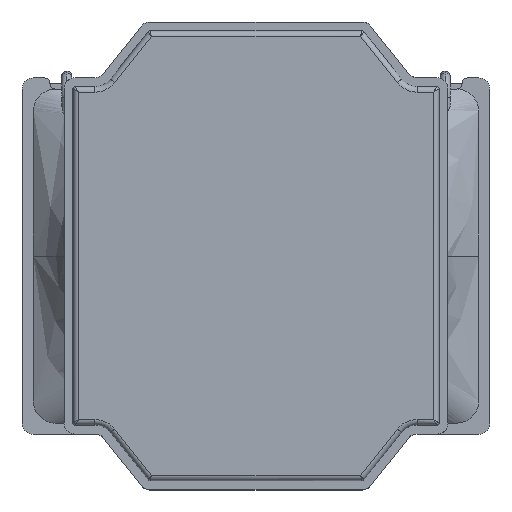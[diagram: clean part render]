
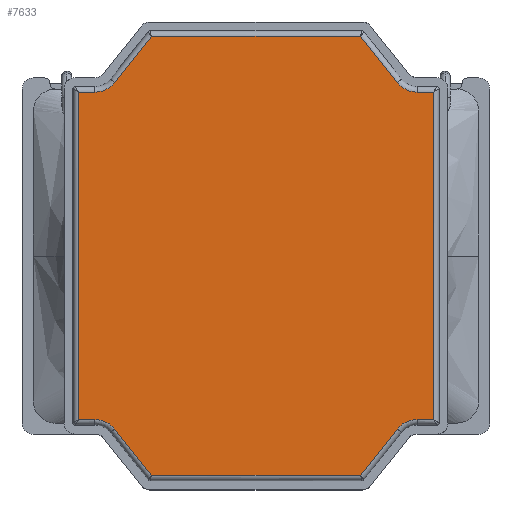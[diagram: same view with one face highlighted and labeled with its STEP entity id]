
A CAD part, top view. The second image highlights one B-rep face of the part: STEP entity #7633.
In plain terms, the highlighted planar face has unit normal (0, 0, 1).
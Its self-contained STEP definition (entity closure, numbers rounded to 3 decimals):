
#39 = VECTOR ( 'NONE', #79, 1000. ) ;
#79 = DIRECTION ( 'NONE',  ( 0.625, 0.781, 0. ) ) ;
#113 = ORIENTED_EDGE ( 'NONE', *, *, #1654, .T. ) ;
#289 = CARTESIAN_POINT ( 'NONE',  ( 1.268, 1.556, 1.8 ) ) ;
#739 = VERTEX_POINT ( 'NONE', #10828 ) ;
#892 = CARTESIAN_POINT ( 'NONE',  ( 1.594, 1.47, 1.8 ) ) ;
#962 = AXIS2_PLACEMENT_3D ( 'NONE', #3730, #6498, #2802 ) ;
#977 = DIRECTION ( 'NONE',  ( 0., 0., 1. ) ) ;
#1051 = ORIENTED_EDGE ( 'NONE', *, *, #3744, .T. ) ;
#1150 = VECTOR ( 'NONE', #6226, 1000. ) ;
#1336 = EDGE_CURVE ( 'NONE', #2150, #5007, #4281, .T. ) ;
#1443 = LINE ( 'NONE', #10926, #9688 ) ;
#1598 = ORIENTED_EDGE ( 'NONE', *, *, #10598, .T. ) ;
#1647 = CARTESIAN_POINT ( 'NONE',  ( 1.448, -1.47, 1.8 ) ) ;
#1654 = EDGE_CURVE ( 'NONE', #3226, #3587, #9986, .T. ) ;
#1666 = DIRECTION ( 'NONE',  ( 0., 1., 0. ) ) ;
#1723 = CARTESIAN_POINT ( 'NONE',  ( 1.594, -1.47, 1.8 ) ) ;
#1840 = ORIENTED_EDGE ( 'NONE', *, *, #2219, .T. ) ;
#1863 = CARTESIAN_POINT ( 'NONE',  ( 1.448, -1.47, 1.8 ) ) ;
#1873 = VERTEX_POINT ( 'NONE', #5248 ) ;
#2150 = VERTEX_POINT ( 'NONE', #5022 ) ;
#2155 = LINE ( 'NONE', #3949, #4740 ) ;
#2219 = EDGE_CURVE ( 'NONE', #2502, #2150, #7038, .T. ) ;
#2471 = EDGE_CURVE ( 'NONE', #2770, #7259, #7809, .T. ) ;
#2495 = AXIS2_PLACEMENT_3D ( 'NONE', #8902, #977, #4531 ) ;
#2502 = VERTEX_POINT ( 'NONE', #7326 ) ;
#2514 = LINE ( 'NONE', #1647, #9714 ) ;
#2587 = CARTESIAN_POINT ( 'NONE',  ( 1.448, 1.97, 1.8 ) ) ;
#2697 = EDGE_CURVE ( 'NONE', #1873, #11045, #11155, .T. ) ;
#2710 = VECTOR ( 'NONE', #1666, 1000. ) ;
#2770 = VERTEX_POINT ( 'NONE', #5465 ) ;
#2799 = VERTEX_POINT ( 'NONE', #6736 ) ;
#2802 = DIRECTION ( 'NONE',  ( 1., 0., 0. ) ) ;
#2984 = AXIS2_PLACEMENT_3D ( 'NONE', #4651, #9937, #10579 ) ;
#3014 = AXIS2_PLACEMENT_3D ( 'NONE', #9900, #7263, #9957 ) ;
#3013 = DIRECTION ( 'NONE',  ( -0.625, -0.781, 0. ) ) ;
#3042 = VECTOR ( 'NONE', #10914, 1000. ) ;
#3062 = CARTESIAN_POINT ( 'NONE',  ( -1.594, -1.47, 1.8 ) ) ;
#3077 = ORIENTED_EDGE ( 'NONE', *, *, #1336, .T. ) ;
#3120 = EDGE_CURVE ( 'NONE', #2799, #2502, #4331, .T. ) ;
#3143 = CARTESIAN_POINT ( 'NONE',  ( 1.448, -1.47, 1.8 ) ) ;
#3226 = VERTEX_POINT ( 'NONE', #8703 ) ;
#3374 = CARTESIAN_POINT ( 'NONE',  ( -1.268, -1.556, 1.8 ) ) ;
#3451 = DIRECTION ( 'NONE',  ( 1., 0., 0. ) ) ;
#3468 = CARTESIAN_POINT ( 'NONE',  ( 1.448, -1.97, 1.8 ) ) ;
#3563 = EDGE_LOOP ( 'NONE', ( #8730, #1598, #9115, #10599, #5037, #1051, #4499, #113, #11250, #10711, #1840, #3077, #5035, #7922, #9177, #6643 ) ) ;
#3587 = VERTEX_POINT ( 'NONE', #3374 ) ;
#3640 = DIRECTION ( 'NONE',  ( -1., 0., 0. ) ) ;
#3668 = LINE ( 'NONE', #8165, #7149 ) ;
#3730 = CARTESIAN_POINT ( 'NONE',  ( -1.448, 1.7, 1.8 ) ) ;
#3744 = EDGE_CURVE ( 'NONE', #739, #3871, #10793, .T. ) ;
#3871 = VERTEX_POINT ( 'NONE', #3062 ) ;
#3949 = CARTESIAN_POINT ( 'NONE',  ( 1.448, 1.47, 1.8 ) ) ;
#4180 = VERTEX_POINT ( 'NONE', #892 ) ;
#4281 = CIRCLE ( 'NONE', #2984, 0.23 ) ;
#4331 = LINE ( 'NONE', #3468, #1150 ) ;
#4342 = LINE ( 'NONE', #6883, #8596 ) ;
#4396 = CARTESIAN_POINT ( 'NONE',  ( 1.594, 1.7, 1.8 ) ) ;
#4499 = ORIENTED_EDGE ( 'NONE', *, *, #10242, .T. ) ;
#4531 = DIRECTION ( 'NONE',  ( 1., 0., 0. ) ) ;
#4651 = CARTESIAN_POINT ( 'NONE',  ( 1.448, -1.7, 1.8 ) ) ;
#4663 = CARTESIAN_POINT ( 'NONE',  ( -1.448, 1.47, 1.8 ) ) ;
#4719 = DIRECTION ( 'NONE',  ( -1., 0., 0. ) ) ;
#4740 = VECTOR ( 'NONE', #10934, 1000. ) ;
#4863 = VERTEX_POINT ( 'NONE', #5397 ) ;
#5007 = VERTEX_POINT ( 'NONE', #1863 ) ;
#5022 = CARTESIAN_POINT ( 'NONE',  ( 1.268, -1.556, 1.8 ) ) ;
#5035 = ORIENTED_EDGE ( 'NONE', *, *, #9819, .T. ) ;
#5037 = ORIENTED_EDGE ( 'NONE', *, *, #10044, .T. ) ;
#5101 = VECTOR ( 'NONE', #10060, 1000. ) ;
#5166 = CARTESIAN_POINT ( 'NONE',  ( -1.448, -1.7, 1.8 ) ) ;
#5248 = CARTESIAN_POINT ( 'NONE',  ( 1.448, 1.47, 1.8 ) ) ;
#5297 = EDGE_CURVE ( 'NONE', #4180, #1873, #2155, .T. ) ;
#5336 = DIRECTION ( 'NONE',  ( 1., 0., 0. ) ) ;
#5383 = PLANE ( 'NONE',  #2495 ) ;
#5397 = CARTESIAN_POINT ( 'NONE',  ( 0.938, 1.97, 1.8 ) ) ;
#5465 = CARTESIAN_POINT ( 'NONE',  ( -1.268, 1.556, 1.8 ) ) ;
#5557 = LINE ( 'NONE', #289, #5101 ) ;
#5596 = VERTEX_POINT ( 'NONE', #10075 ) ;
#5775 = EDGE_CURVE ( 'NONE', #11045, #4863, #5557, .T. ) ;
#5998 = LINE ( 'NONE', #4396, #2710 ) ;
#6226 = DIRECTION ( 'NONE',  ( 1., 0., 0. ) ) ;
#6498 = DIRECTION ( 'NONE',  ( 0., 0., -1. ) ) ;
#6643 = ORIENTED_EDGE ( 'NONE', *, *, #2697, .T. ) ;
#6683 = AXIS2_PLACEMENT_3D ( 'NONE', #5166, #10583, #5336 ) ;
#6736 = CARTESIAN_POINT ( 'NONE',  ( -0.938, -1.97, 1.8 ) ) ;
#6883 = CARTESIAN_POINT ( 'NONE',  ( -1.797, -0.896, 1.8 ) ) ;
#6998 = DIRECTION ( 'NONE',  ( 0.625, -0.781, 0. ) ) ;
#7038 = LINE ( 'NONE', #9734, #39 ) ;
#7149 = VECTOR ( 'NONE', #4719, 1000. ) ;
#7259 = VERTEX_POINT ( 'NONE', #4663 ) ;
#7263 = DIRECTION ( 'NONE',  ( 0., 0., -1. ) ) ;
#7326 = CARTESIAN_POINT ( 'NONE',  ( 0.938, -1.97, 1.8 ) ) ;
#7406 = CARTESIAN_POINT ( 'NONE',  ( -1.594, 1.7, 1.8 ) ) ;
#7633 = ADVANCED_FACE ( 'NONE', ( #8094 ), #5383, .T. ) ;
#7785 = EDGE_CURVE ( 'NONE', #5596, #2770, #1443, .T. ) ;
#7809 = CIRCLE ( 'NONE', #962, 0.23 ) ;
#7839 = VERTEX_POINT ( 'NONE', #1723 ) ;
#7899 = VECTOR ( 'NONE', #8332, 1000. ) ;
#7922 = ORIENTED_EDGE ( 'NONE', *, *, #10665, .T. ) ;
#8094 = FACE_OUTER_BOUND ( 'NONE', #3563, .T. ) ;
#8165 = CARTESIAN_POINT ( 'NONE',  ( 1.448, 1.47, 1.8 ) ) ;
#8332 = DIRECTION ( 'NONE',  ( 1., 0., 0. ) ) ;
#8388 = LINE ( 'NONE', #3143, #7899 ) ;
#8596 = VECTOR ( 'NONE', #6998, 1000. ) ;
#8703 = CARTESIAN_POINT ( 'NONE',  ( -1.448, -1.47, 1.8 ) ) ;
#8730 = ORIENTED_EDGE ( 'NONE', *, *, #5775, .T. ) ;
#8902 = CARTESIAN_POINT ( 'NONE',  ( 1.448, 1.7, 1.8 ) ) ;
#9108 = EDGE_CURVE ( 'NONE', #3587, #2799, #4342, .T. ) ;
#9115 = ORIENTED_EDGE ( 'NONE', *, *, #7785, .T. ) ;
#9177 = ORIENTED_EDGE ( 'NONE', *, *, #5297, .T. ) ;
#9632 = LINE ( 'NONE', #2587, #10838 ) ;
#9688 = VECTOR ( 'NONE', #3013, 1000. ) ;
#9714 = VECTOR ( 'NONE', #3451, 1000. ) ;
#9734 = CARTESIAN_POINT ( 'NONE',  ( 2.927, 0.517, 1.8 ) ) ;
#9819 = EDGE_CURVE ( 'NONE', #5007, #7839, #2514, .T. ) ;
#9900 = CARTESIAN_POINT ( 'NONE',  ( 1.448, 1.7, 1.8 ) ) ;
#9937 = DIRECTION ( 'NONE',  ( 0., 0., -1. ) ) ;
#9957 = DIRECTION ( 'NONE',  ( 1., 0., 0. ) ) ;
#9986 = CIRCLE ( 'NONE', #6683, 0.23 ) ;
#10044 = EDGE_CURVE ( 'NONE', #7259, #739, #3668, .T. ) ;
#10060 = DIRECTION ( 'NONE',  ( -0.625, 0.781, 0. ) ) ;
#10075 = CARTESIAN_POINT ( 'NONE',  ( -0.938, 1.97, 1.8 ) ) ;
#10242 = EDGE_CURVE ( 'NONE', #3871, #3226, #8388, .T. ) ;
#10579 = DIRECTION ( 'NONE',  ( 1., 0., 0. ) ) ;
#10583 = DIRECTION ( 'NONE',  ( 0., 0., -1. ) ) ;
#10597 = CARTESIAN_POINT ( 'NONE',  ( 1.268, 1.556, 1.8 ) ) ;
#10598 = EDGE_CURVE ( 'NONE', #4863, #5596, #9632, .T. ) ;
#10599 = ORIENTED_EDGE ( 'NONE', *, *, #2471, .T. ) ;
#10665 = EDGE_CURVE ( 'NONE', #7839, #4180, #5998, .T. ) ;
#10711 = ORIENTED_EDGE ( 'NONE', *, *, #3120, .T. ) ;
#10793 = LINE ( 'NONE', #7406, #3042 ) ;
#10828 = CARTESIAN_POINT ( 'NONE',  ( -1.594, 1.47, 1.8 ) ) ;
#10838 = VECTOR ( 'NONE', #3640, 1000. ) ;
#10914 = DIRECTION ( 'NONE',  ( 0., -1., 0. ) ) ;
#10926 = CARTESIAN_POINT ( 'NONE',  ( -0.138, 2.969, 1.8 ) ) ;
#10934 = DIRECTION ( 'NONE',  ( -1., 0., 0. ) ) ;
#11045 = VERTEX_POINT ( 'NONE', #10597 ) ;
#11155 = CIRCLE ( 'NONE', #3014, 0.23 ) ;
#11250 = ORIENTED_EDGE ( 'NONE', *, *, #9108, .T. ) ;
